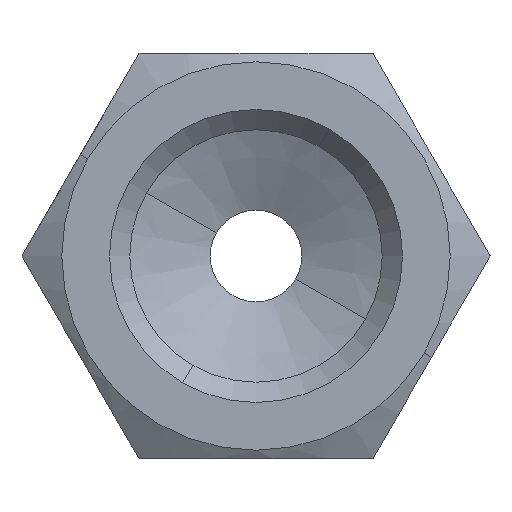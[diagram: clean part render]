
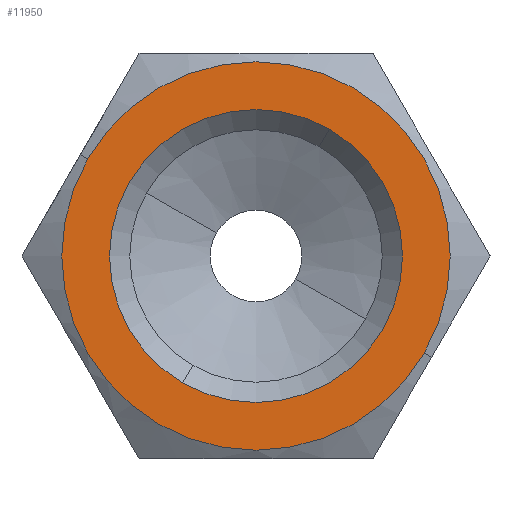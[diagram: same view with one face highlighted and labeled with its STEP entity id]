
A CAD part, left-side view. The second image highlights one B-rep face of the part: STEP entity #11950.
In plain terms, the highlighted planar face has unit normal (-1, 0, 0).
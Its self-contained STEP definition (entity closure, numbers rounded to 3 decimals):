
#4 = CIRCLE ( 'NONE', #14776, 8.675 ) ;
#417 = CARTESIAN_POINT ( 'NONE',  ( 0., 0., 0. ) ) ;
#639 = CIRCLE ( 'NONE', #1447, 11.5 ) ;
#934 = DIRECTION ( 'NONE',  ( 0., -0.5, 0.866 ) ) ;
#1447 = AXIS2_PLACEMENT_3D ( 'NONE', #15959, #7137, #2792 ) ;
#1502 = EDGE_CURVE ( 'NONE', #3446, #8395, #9389, .T. ) ;
#1885 = DIRECTION ( 'NONE',  ( 0., -0.5, 0.866 ) ) ;
#2249 = VERTEX_POINT ( 'NONE', #9594 ) ;
#2326 = DIRECTION ( 'NONE',  ( 1., 0., 0. ) ) ;
#2697 = EDGE_CURVE ( 'NONE', #11090, #2249, #5488, .T. ) ;
#2792 = DIRECTION ( 'NONE',  ( 0., -0.866, -0.5 ) ) ;
#3281 = DIRECTION ( 'NONE',  ( -1., 0., 0. ) ) ;
#3320 = DIRECTION ( 'NONE',  ( 1., 0., 0. ) ) ;
#3446 = VERTEX_POINT ( 'NONE', #18393 ) ;
#3778 = CARTESIAN_POINT ( 'NONE',  ( 0., 0., 0. ) ) ;
#4947 = EDGE_LOOP ( 'NONE', ( #6765, #14592 ) ) ;
#5076 = AXIS2_PLACEMENT_3D ( 'NONE', #11992, #3281, #6157 ) ;
#5428 = FACE_BOUND ( 'NONE', #17742, .T. ) ;
#5488 = CIRCLE ( 'NONE', #15299, 8.675 ) ;
#6157 = DIRECTION ( 'NONE',  ( 0., -0.866, -0.5 ) ) ;
#6765 = ORIENTED_EDGE ( 'NONE', *, *, #13826, .T. ) ;
#7092 = ORIENTED_EDGE ( 'NONE', *, *, #2697, .T. ) ;
#7137 = DIRECTION ( 'NONE',  ( -1., 0., 0. ) ) ;
#7279 = FACE_OUTER_BOUND ( 'NONE', #4947, .T. ) ;
#8395 = VERTEX_POINT ( 'NONE', #18857 ) ;
#9389 = CIRCLE ( 'NONE', #5076, 11.5 ) ;
#9401 = DIRECTION ( 'NONE',  ( 0., 0.866, 0.5 ) ) ;
#9588 = DIRECTION ( 'NONE',  ( -1., 0., 0. ) ) ;
#9594 = CARTESIAN_POINT ( 'NONE',  ( 0., -4.338, 7.513 ) ) ;
#9946 = AXIS2_PLACEMENT_3D ( 'NONE', #12316, #9588, #9401 ) ;
#11090 = VERTEX_POINT ( 'NONE', #16134 ) ;
#11950 = ADVANCED_FACE ( 'NONE', ( #7279, #5428 ), #12439, .T. ) ;
#11992 = CARTESIAN_POINT ( 'NONE',  ( 0., 0., 0. ) ) ;
#12316 = CARTESIAN_POINT ( 'NONE',  ( 0., 5.75, -9.959 ) ) ;
#12439 = PLANE ( 'NONE',  #9946 ) ;
#13826 = EDGE_CURVE ( 'NONE', #8395, #3446, #639, .T. ) ;
#14531 = ORIENTED_EDGE ( 'NONE', *, *, #17729, .T. ) ;
#14592 = ORIENTED_EDGE ( 'NONE', *, *, #1502, .T. ) ;
#14776 = AXIS2_PLACEMENT_3D ( 'NONE', #417, #3320, #1885 ) ;
#15299 = AXIS2_PLACEMENT_3D ( 'NONE', #3778, #2326, #934 ) ;
#15959 = CARTESIAN_POINT ( 'NONE',  ( 0., 0., 0. ) ) ;
#16134 = CARTESIAN_POINT ( 'NONE',  ( 0., 4.338, -7.513 ) ) ;
#17729 = EDGE_CURVE ( 'NONE', #2249, #11090, #4, .T. ) ;
#17742 = EDGE_LOOP ( 'NONE', ( #14531, #7092 ) ) ;
#18393 = CARTESIAN_POINT ( 'NONE',  ( 0., 9.959, 5.75 ) ) ;
#18857 = CARTESIAN_POINT ( 'NONE',  ( 0., -9.959, -5.75 ) ) ;
